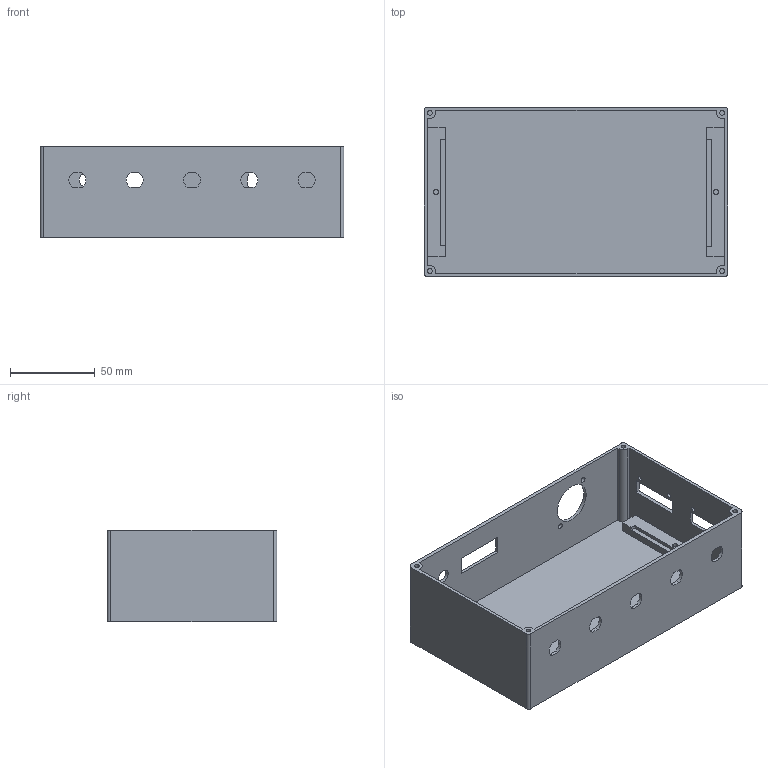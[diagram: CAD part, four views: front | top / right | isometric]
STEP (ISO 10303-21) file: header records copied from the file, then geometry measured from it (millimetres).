
FILE_DESCRIPTION(/* description */ (''),/* implementation_level */ '2;1');
FILE_NAME(/* name */ 'Case.step',/* time_stamp */ '2025-09-05T09:37:46+02:00',/* author */ (''),/* organization */ (''),/* preprocessor_version */ 'ST-DEVELOPER v20.1',/* originating_system */ 'Autodesk Translation Framework v14.10.0.0',/* authorisation */ '');
FILE_SCHEMA (('AUTOMOTIVE_DESIGN { 1 0 10303 214 3 1 1 }'));
Length unit declared in the file: millimetre
Products named in the file (1): Parametric Box v2
Bounding box: 179 x 100 x 54 mm (x, y, z)
Volume: 102136.3 mm3; surface area: 91932.8 mm2
Topology: 1 solids, 1 shells, 95 faces, 258 edges, 172 vertices
Faces by surface type: plane 63, cylinder 32
Full cylindrical faces by diameter (mm): 2.5 x4, 2.8 x6, 3.1 x2, 8 x1, 24 x1
Entity records: 3089 total; most frequent: CARTESIAN_POINT 526, ORIENTED_EDGE 516, DIRECTION 514, EDGE_CURVE 258, LINE 194, VECTOR 194, VERTEX_POINT 172, AXIS2_PLACEMENT_3D 160
